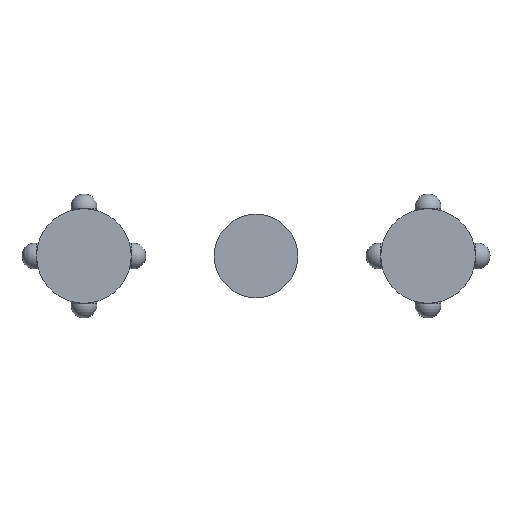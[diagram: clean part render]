
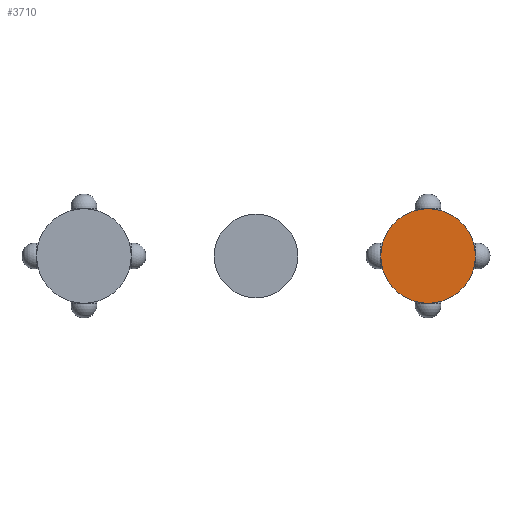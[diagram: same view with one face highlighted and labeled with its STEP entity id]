
A CAD part, front view. The second image highlights one B-rep face of the part: STEP entity #3710.
In plain terms, the highlighted planar face has unit normal (0, -1, 0).
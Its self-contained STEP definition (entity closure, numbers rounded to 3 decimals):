
#1788=CARTESIAN_POINT('',(100.,50.802,0.));
#1789=DIRECTION('',(0.,-1.,0.));
#1790=DIRECTION('',(1.,0.,0.));
#1791=AXIS2_PLACEMENT_3D('',#1788,#1789,#1790);
#1801=CARTESIAN_POINT('',(100.,50.802,0.));
#1802=DIRECTION('',(0.,1.,0.));
#1803=DIRECTION('',(1.,0.,0.));
#1804=AXIS2_PLACEMENT_3D('',#1801,#1802,#1803);
#2155=CARTESIAN_POINT('',(127.5,50.802,0.));
#2157=VERTEX_POINT('',#2155);
#2159=CARTESIAN_POINT('',(72.5,50.802,0.));
#2161=VERTEX_POINT('',#2159);
#3701=CARTESIAN_POINT('',(100.,50.802,0.));
#3702=DIRECTION('',(0.,-1.,0.));
#3703=DIRECTION('',(-1.,0.,0.));
#3704=AXIS2_PLACEMENT_3D('',#3701,#3702,#3703);
#3705=PLANE('',#3704);
#3706=ORIENTED_EDGE('',*,*,#3666,.F.);
#3707=ORIENTED_EDGE('',*,*,#3689,.T.);
#3708=EDGE_LOOP('',(#3706,#3707));
#3709=FACE_OUTER_BOUND('',#3708,.F.);
#3710=ADVANCED_FACE('',(#3709),#3705,.T.);
#1792=CIRCLE('',#1791,27.5);
#1805=CIRCLE('',#1804,27.5);
#3666=EDGE_CURVE('',#2157,#2161,#1792,.T.);
#3689=EDGE_CURVE('',#2157,#2161,#1805,.T.);
